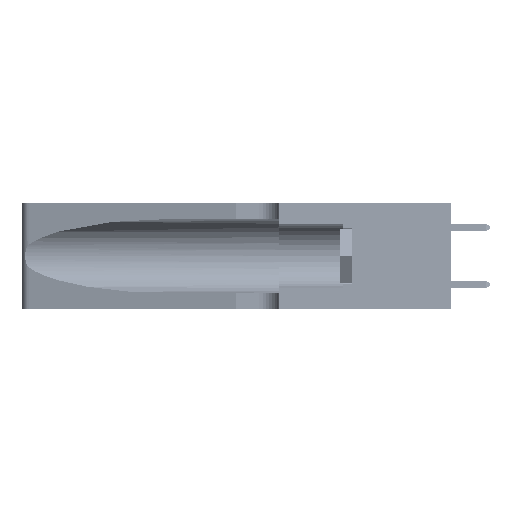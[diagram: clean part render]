
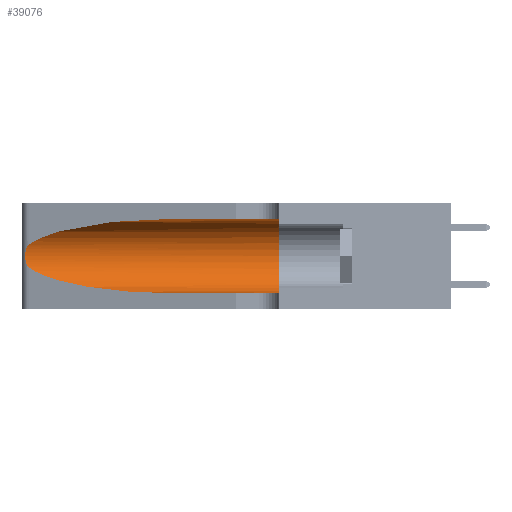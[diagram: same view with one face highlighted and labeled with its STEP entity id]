
A CAD part, left-side view. The second image highlights one B-rep face of the part: STEP entity #39076.
In plain terms, the highlighted cylindrical face has radius 3.308 mm (diameter 6.617 mm), a partial arc.
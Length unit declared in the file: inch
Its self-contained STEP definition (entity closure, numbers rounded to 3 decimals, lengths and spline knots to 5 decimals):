
#399 = CARTESIAN_POINT ( 'NONE',  ( 0.1305, 0.72297, 0.05475 ) ) ;
#1735 = CIRCLE ( 'NONE', #12773, 0.13025 ) ;
#1758 = CARTESIAN_POINT ( 'NONE',  ( 0.25856, 1.23593, 0.16098 ) ) ;
#2258 = DIRECTION ( 'NONE',  ( 0., 0., -1. ) ) ;
#2808 = VERTEX_POINT ( 'NONE', #24970 ) ;
#4484 = CARTESIAN_POINT ( 'NONE',  ( 0.25487, 1.22718, 0.14631 ) ) ;
#6006 = CARTESIAN_POINT ( 'NONE',  ( 0.25639, 1.23186, 0.15144 ) ) ;
#7215 = EDGE_CURVE ( 'NONE', #2808, #45315, #31367, .T. ) ;
#8578 = VERTEX_POINT ( 'NONE', #42609 ) ;
#8647 = EDGE_CURVE ( 'NONE', #8578, #2808, #11967, .T. ) ;
#9980 = CARTESIAN_POINT ( 'NONE',  ( 0.25487, 1.22718, 0.22369 ) ) ;
#10150 = CARTESIAN_POINT ( 'NONE',  ( 0.25487, 1.22718, 0.14631 ) ) ;
#10284 = DIRECTION ( 'NONE',  ( 0., 1., 0. ) ) ;
#10314 = CARTESIAN_POINT ( 'NONE',  ( 0.1305, 0.35, 0.05475 ) ) ;
#10627 = CARTESIAN_POINT ( 'NONE',  ( 0.1305, 1.61858, 0.31525 ) ) ;
#11967 = B_SPLINE_CURVE_WITH_KNOTS ( 'NONE', 3,
 ( #9980, #30754, #14130, #43349, #18315, #47520, #22509, #51717, #26735, #1758, #30930, #6006, #35130, #10150 ),
 .UNSPECIFIED., .F., .F.,
 ( 4, 2, 2, 2, 2, 2, 4 ),
 ( 0., 0.00027, 0.00053, 0.00107, 0.0016, 0.00187, 0.00214 ),
 .UNSPECIFIED. ) ;
#12773 = AXIS2_PLACEMENT_3D ( 'NONE', #35275, #10284, #39460 ) ;
#13208 = ORIENTED_EDGE ( 'NONE', *, *, #8647, .T. ) ;
#13912 = CARTESIAN_POINT ( 'NONE',  ( 0.2373, 1.15595, 0.28018 ) ) ;
#14130 = CARTESIAN_POINT ( 'NONE',  ( 0.25639, 1.23184, 0.21858 ) ) ;
#14791 = DIRECTION ( 'NONE',  ( 0., -1., 0. ) ) ;
#14838 = ORIENTED_EDGE ( 'NONE', *, *, #25643, .F. ) ;
#15229 = VERTEX_POINT ( 'NONE', #26765 ) ;
#16391 = EDGE_LOOP ( 'NONE', ( #35708, #13208, #24008, #18528, #39127, #14838 ) ) ;
#17739 = VERTEX_POINT ( 'NONE', #24220 ) ;
#18315 = CARTESIAN_POINT ( 'NONE',  ( 0.25854, 1.2359, 0.20912 ) ) ;
#18528 = ORIENTED_EDGE ( 'NONE', *, *, #35326, .T. ) ;
#18640 = AXIS2_PLACEMENT_3D ( 'NONE', #44012, #48180, #2258 ) ;
#22509 = CARTESIAN_POINT ( 'NONE',  ( 0.26075, 1.23896, 0.19203 ) ) ;
#22604 = VERTEX_POINT ( 'NONE', #10314 ) ;
#24008 = ORIENTED_EDGE ( 'NONE', *, *, #7215, .T. ) ;
#24220 = CARTESIAN_POINT ( 'NONE',  ( 0.1305, 0.72297, 0.31525 ) ) ;
#24970 = CARTESIAN_POINT ( 'NONE',  ( 0.25487, 1.22718, 0.14631 ) ) ;
#25035 = VECTOR ( 'NONE', #14791, 39.37008 ) ;
#25396 = CARTESIAN_POINT ( 'NONE',  ( 0.18966, 0.96281, 0.05475 ) ) ;
#25643 = EDGE_CURVE ( 'NONE', #17739, #15229, #47240, .T. ) ;
#26735 = CARTESIAN_POINT ( 'NONE',  ( 0.26017, 1.23833, 0.17102 ) ) ;
#26765 = CARTESIAN_POINT ( 'NONE',  ( 0.1305, 0.35, 0.31525 ) ) ;
#30754 = CARTESIAN_POINT ( 'NONE',  ( 0.25555, 1.22994, 0.2215 ) ) ;
#30930 = CARTESIAN_POINT ( 'NONE',  ( 0.25789, 1.23486, 0.15765 ) ) ;
#31367 =( BOUNDED_CURVE ( )  B_SPLINE_CURVE ( 3, ( #4484, #46222, #25396, #399 ),
 .UNSPECIFIED., .F., .T. ) 
 B_SPLINE_CURVE_WITH_KNOTS ( ( 4, 4 ),
 ( 3.44316, 4.71239 ),
 .UNSPECIFIED. ) 
 CURVE ( )  GEOMETRIC_REPRESENTATION_ITEM ( )  RATIONAL_B_SPLINE_CURVE ( ( 1., 0.87, 0.87, 1. ) ) 
 REPRESENTATION_ITEM ( '' )  );
#31798 = CYLINDRICAL_SURFACE ( 'NONE', #18640, 0.13025 ) ;
#33033 =( BOUNDED_CURVE ( )  B_SPLINE_CURVE ( 3, ( #34725, #38935, #13912, #43132 ),
 .UNSPECIFIED., .F., .F. ) 
 B_SPLINE_CURVE_WITH_KNOTS ( ( 4, 4 ),
 ( 1.5708, 2.84003 ),
 .UNSPECIFIED. ) 
 CURVE ( )  GEOMETRIC_REPRESENTATION_ITEM ( )  RATIONAL_B_SPLINE_CURVE ( ( 1., 0.87, 0.87, 1. ) ) 
 REPRESENTATION_ITEM ( '' )  );
#34725 = CARTESIAN_POINT ( 'NONE',  ( 0.1305, 0.72297, 0.31525 ) ) ;
#34808 = CARTESIAN_POINT ( 'NONE',  ( 0.1305, 1.61858, 0.05475 ) ) ;
#35130 = CARTESIAN_POINT ( 'NONE',  ( 0.25555, 1.22993, 0.14849 ) ) ;
#35275 = CARTESIAN_POINT ( 'NONE',  ( 0.1305, 0.35, 0.185 ) ) ;
#35326 = EDGE_CURVE ( 'NONE', #45315, #22604, #53004, .T. ) ;
#35708 = ORIENTED_EDGE ( 'NONE', *, *, #46774, .T. ) ;
#38935 = CARTESIAN_POINT ( 'NONE',  ( 0.18966, 0.96281, 0.31525 ) ) ;
#39009 = DIRECTION ( 'NONE',  ( 0., -1., 0. ) ) ;
#39076 = ADVANCED_FACE ( 'NONE', ( #42883 ), #31798, .F. ) ;
#39127 = ORIENTED_EDGE ( 'NONE', *, *, #40836, .F. ) ;
#39460 = DIRECTION ( 'NONE',  ( 0., 0., 1. ) ) ;
#40618 = VECTOR ( 'NONE', #39009, 39.37008 ) ;
#40836 = EDGE_CURVE ( 'NONE', #15229, #22604, #1735, .T. ) ;
#42609 = CARTESIAN_POINT ( 'NONE',  ( 0.25487, 1.22718, 0.22369 ) ) ;
#42883 = FACE_OUTER_BOUND ( 'NONE', #16391, .T. ) ;
#43132 = CARTESIAN_POINT ( 'NONE',  ( 0.25487, 1.22718, 0.22369 ) ) ;
#43349 = CARTESIAN_POINT ( 'NONE',  ( 0.25787, 1.23484, 0.2124 ) ) ;
#44012 = CARTESIAN_POINT ( 'NONE',  ( 0.1305, 1.61858, 0.185 ) ) ;
#45315 = VERTEX_POINT ( 'NONE', #46376 ) ;
#46222 = CARTESIAN_POINT ( 'NONE',  ( 0.2373, 1.15595, 0.08982 ) ) ;
#46376 = CARTESIAN_POINT ( 'NONE',  ( 0.1305, 0.72297, 0.05475 ) ) ;
#46774 = EDGE_CURVE ( 'NONE', #17739, #8578, #33033, .T. ) ;
#47240 = LINE ( 'NONE', #10627, #25035 ) ;
#47520 = CARTESIAN_POINT ( 'NONE',  ( 0.26018, 1.23835, 0.19895 ) ) ;
#48180 = DIRECTION ( 'NONE',  ( 0., -1., 0. ) ) ;
#51717 = CARTESIAN_POINT ( 'NONE',  ( 0.26075, 1.23896, 0.178 ) ) ;
#53004 = LINE ( 'NONE', #34808, #40618 ) ;
